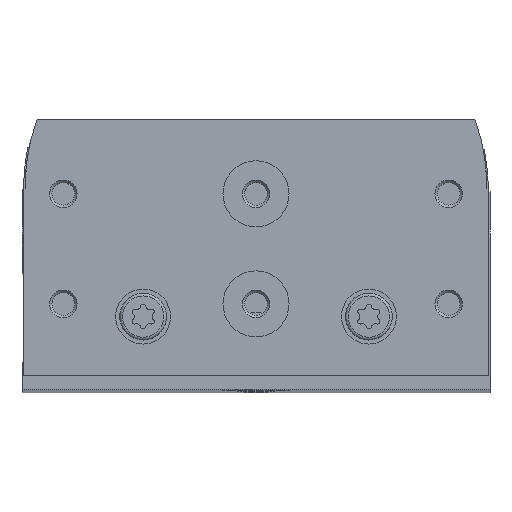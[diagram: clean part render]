
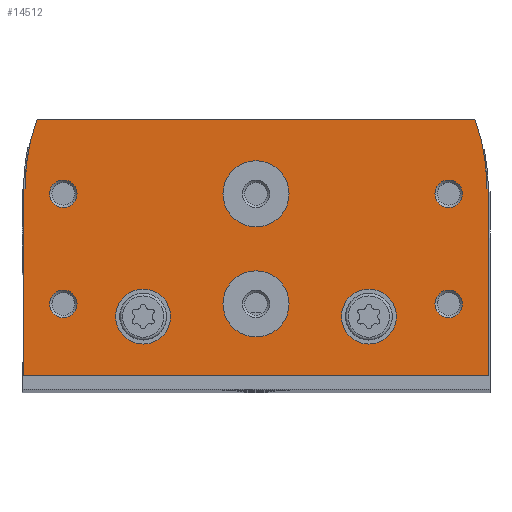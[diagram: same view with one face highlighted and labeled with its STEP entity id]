
A CAD part, top view. The second image highlights one B-rep face of the part: STEP entity #14512.
In plain terms, the highlighted planar face has unit normal (0, 0, 1).
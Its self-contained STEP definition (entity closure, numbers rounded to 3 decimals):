
#514=LINE('',#22727,#1342);
#519=LINE('',#22737,#1347);
#526=LINE('',#22754,#1354);
#532=LINE('',#22766,#1360);
#540=LINE('',#22787,#1368);
#541=LINE('',#22851,#1369);
#1342=VECTOR('',#18406,1000.);
#1347=VECTOR('',#18413,1000.);
#1354=VECTOR('',#18428,1000.);
#1360=VECTOR('',#18438,1000.);
#1368=VECTOR('',#18460,1000.);
#1369=VECTOR('',#18525,1000.);
#1888=PLANE('',#15667);
#3483=ORIENTED_EDGE('',*,*,#6419,.F.);
#3484=ORIENTED_EDGE('',*,*,#6420,.F.);
#3485=ORIENTED_EDGE('',*,*,#6421,.T.);
#3486=ORIENTED_EDGE('',*,*,#6422,.T.);
#3487=ORIENTED_EDGE('',*,*,#6423,.T.);
#3488=ORIENTED_EDGE('',*,*,#6424,.T.);
#3489=ORIENTED_EDGE('',*,*,#6425,.T.);
#3490=ORIENTED_EDGE('',*,*,#6426,.T.);
#3491=ORIENTED_EDGE('',*,*,#6374,.T.);
#3492=ORIENTED_EDGE('',*,*,#6368,.T.);
#3493=ORIENTED_EDGE('',*,*,#6386,.T.);
#3494=ORIENTED_EDGE('',*,*,#6354,.T.);
#3495=ORIENTED_EDGE('',*,*,#6359,.T.);
#3496=ORIENTED_EDGE('',*,*,#6363,.T.);
#3497=ORIENTED_EDGE('',*,*,#6418,.T.);
#3498=ORIENTED_EDGE('',*,*,#6380,.T.);
#6354=EDGE_CURVE('',#7963,#7962,#514,.T.);
#6359=EDGE_CURVE('',#7962,#7966,#519,.T.);
#6363=EDGE_CURVE('',#7966,#7968,#8999,.T.);
#6368=EDGE_CURVE('',#7970,#7972,#526,.T.);
#6374=EDGE_CURVE('',#7976,#7970,#532,.T.);
#6380=EDGE_CURVE('',#7981,#7976,#9001,.T.);
#6386=EDGE_CURVE('',#7972,#7963,#540,.T.);
#6418=EDGE_CURVE('',#7968,#7981,#541,.T.);
#6419=EDGE_CURVE('',#8014,#8014,#9035,.T.);
#6420=EDGE_CURVE('',#8015,#8015,#9036,.T.);
#6421=EDGE_CURVE('',#8016,#8016,#9037,.T.);
#6422=EDGE_CURVE('',#8017,#8017,#9038,.T.);
#6423=EDGE_CURVE('',#8018,#8018,#9039,.T.);
#6424=EDGE_CURVE('',#8019,#8019,#9040,.T.);
#6425=EDGE_CURVE('',#8020,#8020,#9041,.T.);
#6426=EDGE_CURVE('',#8021,#8021,#9042,.T.);
#7962=VERTEX_POINT('',#22726);
#7963=VERTEX_POINT('',#22728);
#7966=VERTEX_POINT('',#22736);
#7968=VERTEX_POINT('',#22743);
#7970=VERTEX_POINT('',#22748);
#7972=VERTEX_POINT('',#22753);
#7976=VERTEX_POINT('',#22764);
#7981=VERTEX_POINT('',#22779);
#8014=VERTEX_POINT('',#22854);
#8015=VERTEX_POINT('',#22856);
#8016=VERTEX_POINT('',#22858);
#8017=VERTEX_POINT('',#22860);
#8018=VERTEX_POINT('',#22862);
#8019=VERTEX_POINT('',#22864);
#8020=VERTEX_POINT('',#22866);
#8021=VERTEX_POINT('',#22868);
#8999=CIRCLE('',#15624,37.);
#9001=CIRCLE('',#15631,37.);
#9035=CIRCLE('',#15668,5.);
#9036=CIRCLE('',#15669,5.);
#9037=CIRCLE('',#15670,6.);
#9038=CIRCLE('',#15671,6.);
#9039=CIRCLE('',#15672,2.5);
#9040=CIRCLE('',#15673,2.5);
#9041=CIRCLE('',#15674,2.5);
#9042=CIRCLE('',#15675,2.5);
#10082=EDGE_LOOP('',(#3483));
#10083=EDGE_LOOP('',(#3484));
#10084=EDGE_LOOP('',(#3485));
#10085=EDGE_LOOP('',(#3486));
#10086=EDGE_LOOP('',(#3487));
#10087=EDGE_LOOP('',(#3488));
#10088=EDGE_LOOP('',(#3489));
#10089=EDGE_LOOP('',(#3490));
#10090=EDGE_LOOP('',(#3491,#3492,#3493,#3494,#3495,#3496,#3497,#3498));
#11192=FACE_BOUND('',#10082,.T.);
#11193=FACE_BOUND('',#10083,.T.);
#11194=FACE_BOUND('',#10084,.T.);
#11195=FACE_BOUND('',#10085,.T.);
#11196=FACE_BOUND('',#10086,.T.);
#11197=FACE_BOUND('',#10087,.T.);
#11198=FACE_BOUND('',#10088,.T.);
#11199=FACE_BOUND('',#10089,.T.);
#11200=FACE_BOUND('',#10090,.T.);
#14512=ADVANCED_FACE('',(#11192,#11193,#11194,#11195,#11196,#11197,#11198,
#11199,#11200),#1888,.T.);
#15624=AXIS2_PLACEMENT_3D('',#22744,#18420,#18421);
#15631=AXIS2_PLACEMENT_3D('',#22778,#18449,#18450);
#15667=AXIS2_PLACEMENT_3D('',#22852,#18526,#18527);
#15668=AXIS2_PLACEMENT_3D('',#22853,#18528,#18529);
#15669=AXIS2_PLACEMENT_3D('',#22855,#18530,#18531);
#15670=AXIS2_PLACEMENT_3D('',#22857,#18532,#18533);
#15671=AXIS2_PLACEMENT_3D('',#22859,#18534,#18535);
#15672=AXIS2_PLACEMENT_3D('',#22861,#18536,#18537);
#15673=AXIS2_PLACEMENT_3D('',#22863,#18538,#18539);
#15674=AXIS2_PLACEMENT_3D('',#22865,#18540,#18541);
#15675=AXIS2_PLACEMENT_3D('',#22867,#18542,#18543);
#18406=DIRECTION('',(0.,1.,0.));
#18413=DIRECTION('',(-0.866,0.5,0.));
#18420=DIRECTION('',(0.,0.,1.));
#18421=DIRECTION('',(1.,0.,0.));
#18428=DIRECTION('',(0.,-1.,0.));
#18438=DIRECTION('',(-0.866,-0.5,0.));
#18449=DIRECTION('',(0.,0.,1.));
#18450=DIRECTION('',(1.,0.,0.));
#18460=DIRECTION('',(1.,0.,0.));
#18525=DIRECTION('',(-1.,0.,0.));
#18526=DIRECTION('',(0.,0.,1.));
#18527=DIRECTION('',(1.,0.,0.));
#18528=DIRECTION('',(0.,0.,1.));
#18529=DIRECTION('',(1.,0.,0.));
#18530=DIRECTION('',(0.,0.,1.));
#18531=DIRECTION('',(1.,0.,0.));
#18532=DIRECTION('',(0.,0.,-1.));
#18533=DIRECTION('',(-1.,0.,0.));
#18534=DIRECTION('',(0.,0.,-1.));
#18535=DIRECTION('',(-1.,0.,0.));
#18536=DIRECTION('',(0.,0.,-1.));
#18537=DIRECTION('',(-1.,0.,0.));
#18538=DIRECTION('',(0.,0.,-1.));
#18539=DIRECTION('',(-1.,0.,0.));
#18540=DIRECTION('',(0.,0.,-1.));
#18541=DIRECTION('',(-1.,0.,0.));
#18542=DIRECTION('',(0.,0.,-1.));
#18543=DIRECTION('',(-1.,0.,0.));
#22726=CARTESIAN_POINT('',(42.25,33.827,0.));
#22727=CARTESIAN_POINT('',(42.25,0.,0.));
#22728=CARTESIAN_POINT('',(42.25,0.,0.));
#22736=CARTESIAN_POINT('',(41.95,34.,0.));
#22737=CARTESIAN_POINT('',(42.25,33.827,0.));
#22743=CARTESIAN_POINT('',(39.775,46.5,0.));
#22744=CARTESIAN_POINT('',(4.95,34.,0.));
#22748=CARTESIAN_POINT('',(-42.25,33.827,0.));
#22753=CARTESIAN_POINT('',(-42.25,0.,0.));
#22754=CARTESIAN_POINT('',(-42.25,33.827,0.));
#22764=CARTESIAN_POINT('',(-41.95,34.,0.));
#22766=CARTESIAN_POINT('',(-41.95,34.,0.));
#22778=CARTESIAN_POINT('',(-4.95,34.,0.));
#22779=CARTESIAN_POINT('',(-39.775,46.5,0.));
#22787=CARTESIAN_POINT('',(-42.25,0.,0.));
#22851=CARTESIAN_POINT('',(39.775,46.5,0.));
#22852=CARTESIAN_POINT('',(4.95,34.,0.));
#22853=CARTESIAN_POINT('',(-20.5,10.7,0.));
#22854=CARTESIAN_POINT('',(-15.5,10.7,0.));
#22855=CARTESIAN_POINT('',(20.5,10.7,0.));
#22856=CARTESIAN_POINT('',(25.5,10.7,0.));
#22857=CARTESIAN_POINT('',(0.,13.,0.));
#22858=CARTESIAN_POINT('',(-6.,13.,0.));
#22859=CARTESIAN_POINT('',(0.,33.,0.));
#22860=CARTESIAN_POINT('',(-6.,33.,0.));
#22861=CARTESIAN_POINT('',(35.,13.,0.));
#22862=CARTESIAN_POINT('',(32.5,13.,0.));
#22863=CARTESIAN_POINT('',(-35.,13.,0.));
#22864=CARTESIAN_POINT('',(-37.5,13.,0.));
#22865=CARTESIAN_POINT('',(-35.,33.,0.));
#22866=CARTESIAN_POINT('',(-37.5,33.,0.));
#22867=CARTESIAN_POINT('',(35.,33.,0.));
#22868=CARTESIAN_POINT('',(32.5,33.,0.));
